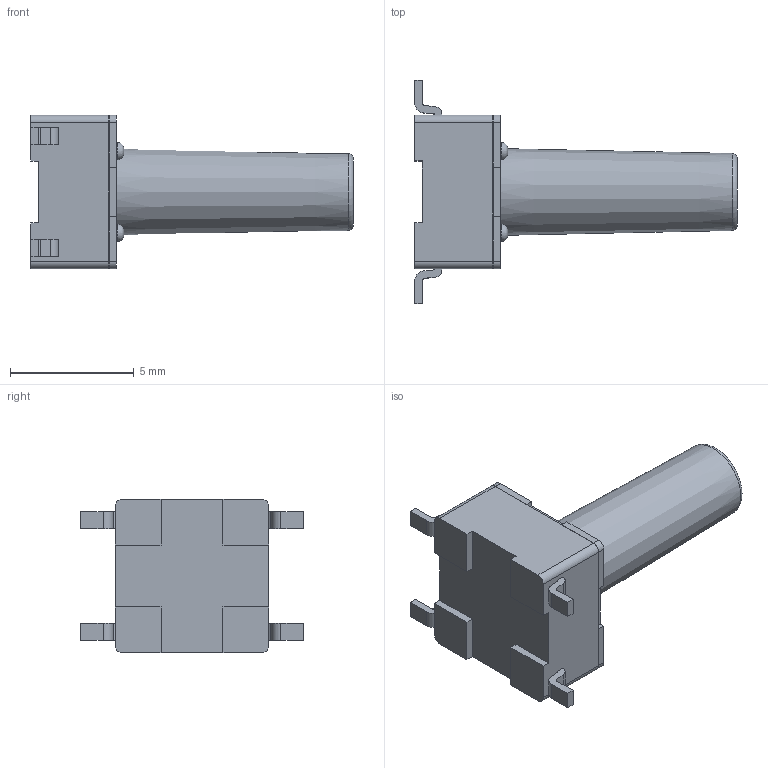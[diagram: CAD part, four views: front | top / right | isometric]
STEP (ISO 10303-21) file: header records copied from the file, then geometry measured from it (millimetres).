
FILE_DESCRIPTION(/* description */ ('STEP AP214'),/* implementation_level */ '2;1');
FILE_NAME(/* name */ 'PTS645SR13SMTR92LFS.stp',/* time_stamp */ '2021-09-19T19:08:03+02:00',/* author */ ('Kenny Begue-Besson'),/* organization */ (''),/* preprocessor_version */ 'ST-DEVELOPER v17',/* originating_system */ 'Autodesk Inventor 2019',/* authorisation */ ' ');
FILE_SCHEMA (('CONFIG_CONTROL_DESIGN'));
Length unit declared in the file: metre
Products named in the file (1): PTS645SR13SMTR92LFS
Bounding box: 13 x 9 x 6.2 mm (x, y, z)
Volume: 208.1 mm3; surface area: 286.7 mm2
Topology: 1 solids, 1 shells, 111 faces, 301 edges, 203 vertices
Faces by surface type: plane 77, cylinder 28, bspline 4, cone 1, torus 1
Full cylindrical faces by diameter (mm): 0.7 x4
Entity records: 3836 total; most frequent: CARTESIAN_POINT 792, ORIENTED_EDGE 602, DIRECTION 597, EDGE_CURVE 301, LINE 221, VECTOR 221, VERTEX_POINT 203, AXIS2_PLACEMENT_3D 188
